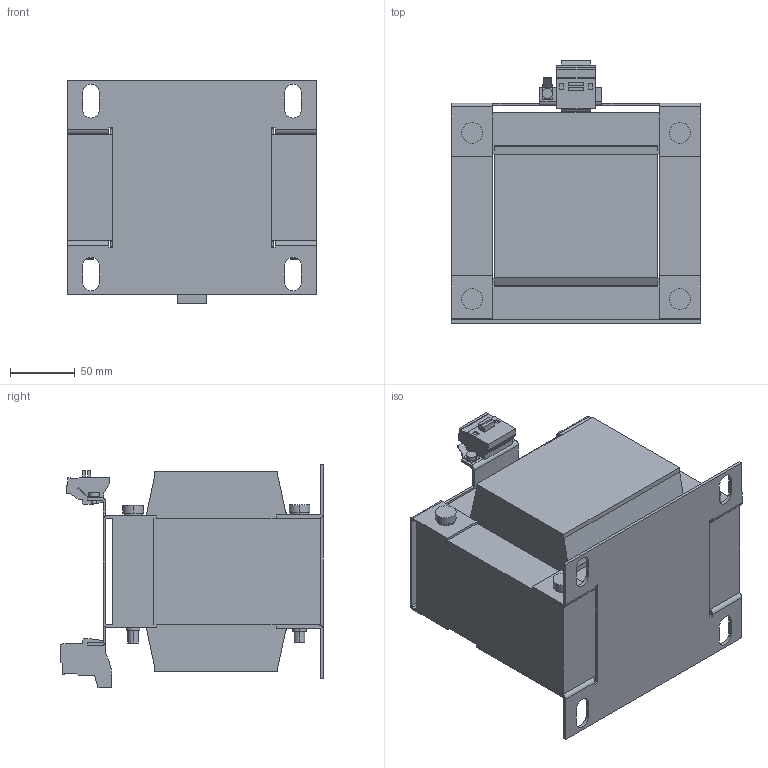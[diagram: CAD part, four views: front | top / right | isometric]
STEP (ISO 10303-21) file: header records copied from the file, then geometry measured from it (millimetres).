
FILE_DESCRIPTION (( 'STEP AP203' ), '1' );
FILE_NAME ('CT-200-048-12-0.step', '2024-10-31T16:57:43', ( '' ), ( '' ), 'SwSTEP 2.0', 'SolidWorks 2023', '' );
FILE_SCHEMA (( 'CONFIG_CONTROL_DESIGN' ));
Length unit declared in the file: inch
Products named in the file (1): CT-200-048-12-0
Bounding box: 192 x 202.4 x 171.8 mm (x, y, z)
Volume: 3580396.2 mm3; surface area: 319673.1 mm2
Topology: 1 solids, 1 shells, 336 faces, 917 edges, 606 vertices
Faces by surface type: plane 243, cylinder 93
Entity records: 10702 total; most frequent: CARTESIAN_POINT 1860, ORIENTED_EDGE 1834, DIRECTION 1785, EDGE_CURVE 917, LINE 723, VECTOR 723, VERTEX_POINT 606, AXIS2_PLACEMENT_3D 531
